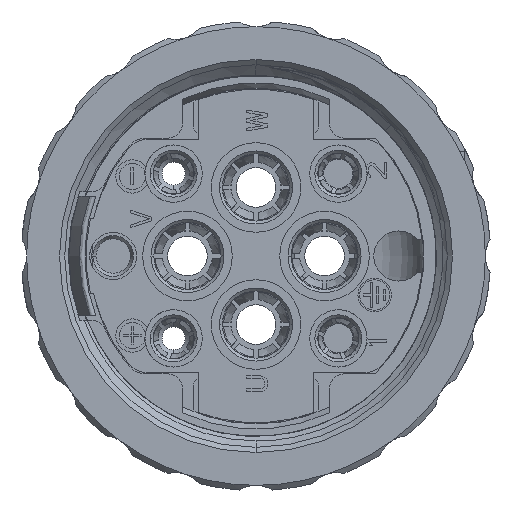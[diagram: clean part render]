
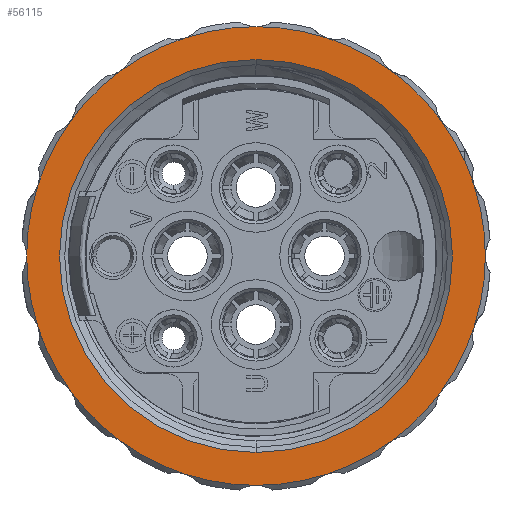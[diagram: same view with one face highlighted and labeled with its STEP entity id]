
A CAD part, front view. The second image highlights one B-rep face of the part: STEP entity #56115.
In plain terms, the highlighted planar face has unit normal (0, -1, 0).
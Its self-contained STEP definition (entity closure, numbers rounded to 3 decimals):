
#6784=CARTESIAN_POINT('',(-22.,-20.,
0.));
#6786=CARTESIAN_POINT('',(0.,-20.,0.));
#6787=DIRECTION('',(0.,-1.,0.));
#6788=DIRECTION('',(-1.,0.,0.));
#6789=AXIS2_PLACEMENT_3D('',#6786,#6787,#6788);
#6791=CARTESIAN_POINT('',(0.,-20.,0.));
#6792=DIRECTION('',(0.,-1.,0.));
#6793=DIRECTION('',(-0.951,0.,-0.309));
#6794=AXIS2_PLACEMENT_3D('',#6791,#6792,#6793);
#6796=CARTESIAN_POINT('',(0.,-20.,0.));
#6797=DIRECTION('',(0.,-1.,0.));
#6798=DIRECTION('',(-0.809,0.,-0.588));
#6799=AXIS2_PLACEMENT_3D('',#6796,#6797,#6798);
#6801=CARTESIAN_POINT('',(0.,-20.,0.));
#6802=DIRECTION('',(0.,-1.,0.));
#6803=DIRECTION('',(-0.588,0.,-0.809));
#6804=AXIS2_PLACEMENT_3D('',#6801,#6802,#6803);
#6806=CARTESIAN_POINT('',(0.,-20.,0.));
#6807=DIRECTION('',(0.,-1.,0.));
#6808=DIRECTION('',(-0.309,0.,-0.951));
#6809=AXIS2_PLACEMENT_3D('',#6806,#6807,#6808);
#6811=CARTESIAN_POINT('',(0.,-20.,0.));
#6812=DIRECTION('',(0.,-1.,0.));
#6813=DIRECTION('',(0.,0.,-1.));
#6814=AXIS2_PLACEMENT_3D('',#6811,#6812,#6813);
#6816=CARTESIAN_POINT('',(0.,-20.,0.));
#6817=DIRECTION('',(0.,-1.,0.));
#6818=DIRECTION('',(0.309,0.,-0.951));
#6819=AXIS2_PLACEMENT_3D('',#6816,#6817,#6818);
#6821=CARTESIAN_POINT('',(0.,-20.,0.));
#6822=DIRECTION('',(0.,-1.,0.));
#6823=DIRECTION('',(0.588,0.,-0.809));
#6824=AXIS2_PLACEMENT_3D('',#6821,#6822,#6823);
#6826=CARTESIAN_POINT('',(0.,-20.,0.));
#6827=DIRECTION('',(0.,-1.,0.));
#6828=DIRECTION('',(0.809,0.,-0.588));
#6829=AXIS2_PLACEMENT_3D('',#6826,#6827,#6828);
#6831=CARTESIAN_POINT('',(0.,-20.,0.));
#6832=DIRECTION('',(0.,-1.,0.));
#6833=DIRECTION('',(0.951,0.,-0.309));
#6834=AXIS2_PLACEMENT_3D('',#6831,#6832,#6833);
#6836=CARTESIAN_POINT('',(0.,-20.,0.));
#6837=DIRECTION('',(0.,-1.,0.));
#6838=DIRECTION('',(1.,0.,0.));
#6839=AXIS2_PLACEMENT_3D('',#6836,#6837,#6838);
#6841=CARTESIAN_POINT('',(0.,-20.,0.));
#6842=DIRECTION('',(0.,-1.,0.));
#6843=DIRECTION('',(0.951,0.,0.309));
#6844=AXIS2_PLACEMENT_3D('',#6841,#6842,#6843);
#6846=CARTESIAN_POINT('',(0.,-20.,0.));
#6847=DIRECTION('',(0.,-1.,0.));
#6848=DIRECTION('',(0.809,0.,0.588));
#6849=AXIS2_PLACEMENT_3D('',#6846,#6847,#6848);
#6851=CARTESIAN_POINT('',(0.,-20.,0.));
#6852=DIRECTION('',(0.,-1.,0.));
#6853=DIRECTION('',(0.588,0.,0.809));
#6854=AXIS2_PLACEMENT_3D('',#6851,#6852,#6853);
#6856=CARTESIAN_POINT('',(0.,-20.,0.));
#6857=DIRECTION('',(0.,-1.,0.));
#6858=DIRECTION('',(0.309,0.,0.951));
#6859=AXIS2_PLACEMENT_3D('',#6856,#6857,#6858);
#7146=CARTESIAN_POINT('',(-6.799,-20.,
20.923));
#7148=CARTESIAN_POINT('',(0.,-20.,0.));
#7149=DIRECTION('',(0.,-1.,0.));
#7150=DIRECTION('',(-0.809,0.,0.588));
#7151=AXIS2_PLACEMENT_3D('',#7148,#7149,#7150);
#7153=CARTESIAN_POINT('',(0.,-20.,0.));
#7154=DIRECTION('',(0.,-1.,0.));
#7155=DIRECTION('',(-0.951,0.,0.309));
#7156=AXIS2_PLACEMENT_3D('',#7153,#7154,#7155);
#7185=CARTESIAN_POINT('',(-17.799,-20.,
12.931));
#7192=CARTESIAN_POINT('',(0.,-20.,0.));
#7193=DIRECTION('',(0.,1.,0.));
#7194=DIRECTION('',(0.,0.,1.));
#7195=AXIS2_PLACEMENT_3D('',#7192,#7193,#7194);
#7197=CARTESIAN_POINT('',(0.,-20.,
0.));
#7198=DIRECTION('',(0.,1.,0.));
#7199=DIRECTION('',(0.,0.,-1.));
#7200=AXIS2_PLACEMENT_3D('',#7197,#7198,#7199);
#7202=CARTESIAN_POINT('',(0.,-20.,0.));
#7203=DIRECTION('',(0.,-1.,0.));
#7204=DIRECTION('',(-0.588,0.,0.809));
#7205=AXIS2_PLACEMENT_3D('',#7202,#7203,#7204);
#7207=CARTESIAN_POINT('',(0.,-20.,0.));
#7208=DIRECTION('',(0.,-1.,0.));
#7209=DIRECTION('',(-0.309,0.,0.951));
#7210=AXIS2_PLACEMENT_3D('',#7207,#7208,#7209);
#7212=CARTESIAN_POINT('',(0.,-20.,0.));
#7213=DIRECTION('',(0.,-1.,0.));
#7214=DIRECTION('',(0.,0.,1.));
#7215=AXIS2_PLACEMENT_3D('',#7212,#7213,#7214);
#26416=CARTESIAN_POINT('',(-0.001,-20.,
22.));
#35104=CARTESIAN_POINT('',(0.,-20.,18.85));
#35105=CARTESIAN_POINT('',(0.,-20.,-18.85));
#35106=VERTEX_POINT('',#35104);
#35107=VERTEX_POINT('',#35105);
#35116=VERTEX_POINT('',#6784);
#35136=VERTEX_POINT('',#7185);
#35154=VERTEX_POINT('',#7146);
#35163=VERTEX_POINT('',#26416);
#35264=CARTESIAN_POINT('',(-12.931,-20.,17.798));
#35265=VERTEX_POINT('',#35264);
#35267=CARTESIAN_POINT('',(-20.924,-20.,6.797));
#35268=VERTEX_POINT('',#35267);
#35270=CARTESIAN_POINT('',(6.799,-20.,20.923));
#35271=VERTEX_POINT('',#35270);
#35273=CARTESIAN_POINT('',(12.932,-20.,17.798));
#35274=VERTEX_POINT('',#35273);
#35276=CARTESIAN_POINT('',(17.799,-20.,12.931));
#35277=VERTEX_POINT('',#35276);
#35281=CARTESIAN_POINT('',(20.923,-20.,6.798));
#35282=VERTEX_POINT('',#35281);
#35286=CARTESIAN_POINT('',(22.,-20.,0.));
#35287=VERTEX_POINT('',#35286);
#35291=CARTESIAN_POINT('',(20.923,-20.,-6.799));
#35292=VERTEX_POINT('',#35291);
#35294=CARTESIAN_POINT('',(17.798,-20.,-12.931));
#35295=VERTEX_POINT('',#35294);
#35297=CARTESIAN_POINT('',(12.931,-20.,-17.799));
#35298=VERTEX_POINT('',#35297);
#35300=CARTESIAN_POINT('',(6.798,-20.,-20.923));
#35301=VERTEX_POINT('',#35300);
#35303=CARTESIAN_POINT('',(0.,-20.,-22.));
#35304=VERTEX_POINT('',#35303);
#35306=CARTESIAN_POINT('',(-6.799,-20.,-20.923));
#35307=VERTEX_POINT('',#35306);
#35309=CARTESIAN_POINT('',(-12.931,-20.,-17.798));
#35310=VERTEX_POINT('',#35309);
#35312=CARTESIAN_POINT('',(-17.798,-20.,-12.931));
#35313=VERTEX_POINT('',#35312);
#35315=CARTESIAN_POINT('',(-20.923,-20.,-6.798));
#35316=VERTEX_POINT('',#35315);
#56081=CARTESIAN_POINT('',(0.,-20.,0.));
#56082=DIRECTION('',(0.,-1.,0.));
#56083=DIRECTION('',(0.,0.,1.));
#56084=AXIS2_PLACEMENT_3D('',#56081,#56082,#56083);
#56085=PLANE('',#56084);
#56086=ORIENTED_EDGE('',*,*,#55925,.F.);
#56087=ORIENTED_EDGE('',*,*,#56055,.F.);
#56088=ORIENTED_EDGE('',*,*,#56053,.F.);
#56089=ORIENTED_EDGE('',*,*,#56033,.F.);
#56090=ORIENTED_EDGE('',*,*,#56031,.F.);
#56092=ORIENTED_EDGE('',*,*,#56091,.F.);
#56093=ORIENTED_EDGE('',*,*,#55953,.F.);
#56094=ORIENTED_EDGE('',*,*,#55951,.F.);
#56095=ORIENTED_EDGE('',*,*,#55949,.F.);
#56096=ORIENTED_EDGE('',*,*,#55947,.F.);
#56097=ORIENTED_EDGE('',*,*,#55945,.F.);
#56098=ORIENTED_EDGE('',*,*,#55943,.F.);
#56099=ORIENTED_EDGE('',*,*,#55941,.F.);
#56100=ORIENTED_EDGE('',*,*,#55939,.F.);
#56101=ORIENTED_EDGE('',*,*,#55937,.F.);
#56102=ORIENTED_EDGE('',*,*,#55935,.F.);
#56103=ORIENTED_EDGE('',*,*,#55933,.F.);
#56104=ORIENTED_EDGE('',*,*,#55931,.F.);
#56105=ORIENTED_EDGE('',*,*,#55929,.F.);
#56106=ORIENTED_EDGE('',*,*,#55927,.F.);
#56107=EDGE_LOOP('',(#56086,#56087,#56088,#56089,#56090,#56092,#56093,#56094,
#56095,#56096,#56097,#56098,#56099,#56100,#56101,#56102,#56103,#56104,#56105,
#56106));
#56108=FACE_OUTER_BOUND('',#56107,.F.);
#56110=ORIENTED_EDGE('',*,*,#56109,.F.);
#56112=ORIENTED_EDGE('',*,*,#56111,.F.);
#56113=EDGE_LOOP('',(#56110,#56112));
#56114=FACE_BOUND('',#56113,.F.);
#56115=ADVANCED_FACE('',(#56108,#56114),#56085,.T.);
#6790=CIRCLE('',#6789,22.);
#6795=CIRCLE('',#6794,22.);
#6800=CIRCLE('',#6799,22.);
#6805=CIRCLE('',#6804,22.);
#6810=CIRCLE('',#6809,22.);
#6815=CIRCLE('',#6814,22.);
#6820=CIRCLE('',#6819,22.);
#6825=CIRCLE('',#6824,22.);
#6830=CIRCLE('',#6829,22.);
#6835=CIRCLE('',#6834,22.);
#6840=CIRCLE('',#6839,22.);
#6845=CIRCLE('',#6844,22.);
#6850=CIRCLE('',#6849,22.);
#6855=CIRCLE('',#6854,22.);
#6860=CIRCLE('',#6859,22.);
#7152=CIRCLE('',#7151,22.);
#7157=CIRCLE('',#7156,22.);
#7196=CIRCLE('',#7195,18.85);
#7201=CIRCLE('',#7200,18.85);
#7206=CIRCLE('',#7205,22.);
#7211=CIRCLE('',#7210,22.);
#7216=CIRCLE('',#7215,22.);
#55925=EDGE_CURVE('',#35116,#35316,#6790,.T.);
#55927=EDGE_CURVE('',#35316,#35313,#6795,.T.);
#55929=EDGE_CURVE('',#35313,#35310,#6800,.T.);
#55931=EDGE_CURVE('',#35310,#35307,#6805,.T.);
#55933=EDGE_CURVE('',#35307,#35304,#6810,.T.);
#55935=EDGE_CURVE('',#35304,#35301,#6815,.T.);
#55937=EDGE_CURVE('',#35301,#35298,#6820,.T.);
#55939=EDGE_CURVE('',#35298,#35295,#6825,.T.);
#55941=EDGE_CURVE('',#35295,#35292,#6830,.T.);
#55943=EDGE_CURVE('',#35292,#35287,#6835,.T.);
#55945=EDGE_CURVE('',#35287,#35282,#6840,.T.);
#55947=EDGE_CURVE('',#35282,#35277,#6845,.T.);
#55949=EDGE_CURVE('',#35277,#35274,#6850,.T.);
#55951=EDGE_CURVE('',#35274,#35271,#6855,.T.);
#55953=EDGE_CURVE('',#35271,#35163,#6860,.T.);
#56031=EDGE_CURVE('',#35154,#35265,#7211,.T.);
#56033=EDGE_CURVE('',#35265,#35136,#7206,.T.);
#56053=EDGE_CURVE('',#35136,#35268,#7152,.T.);
#56055=EDGE_CURVE('',#35268,#35116,#7157,.T.);
#56091=EDGE_CURVE('',#35163,#35154,#7216,.T.);
#56109=EDGE_CURVE('',#35106,#35107,#7196,.T.);
#56111=EDGE_CURVE('',#35107,#35106,#7201,.T.);
